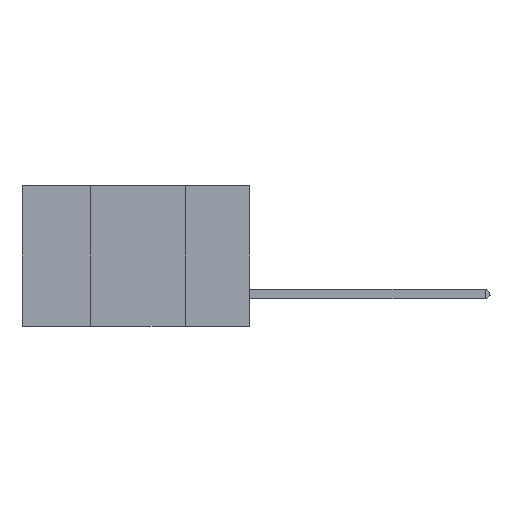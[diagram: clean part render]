
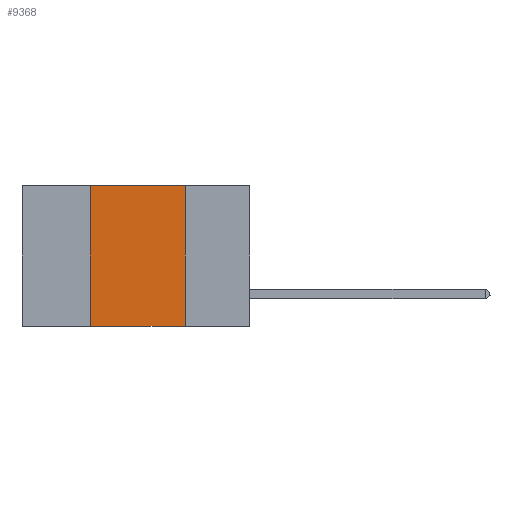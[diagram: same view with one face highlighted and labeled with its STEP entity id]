
A CAD part, left-side view. The second image highlights one B-rep face of the part: STEP entity #9368.
In plain terms, the highlighted planar face has unit normal (-1, 0, 0).
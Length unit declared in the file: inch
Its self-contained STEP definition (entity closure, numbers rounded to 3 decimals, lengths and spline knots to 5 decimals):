
#132 = FACE_OUTER_BOUND ( 'NONE', #6589, .T. ) ;
#177 = CARTESIAN_POINT ( 'NONE',  ( 0., 0.42, -0.37 ) ) ;
#262 = DIRECTION ( 'NONE',  ( 0., 0., 1. ) ) ;
#1500 = DIRECTION ( 'NONE',  ( 1., 0., 0. ) ) ;
#2634 = CARTESIAN_POINT ( 'NONE',  ( 0., 0.42, 0. ) ) ;
#2941 = LINE ( 'NONE', #11757, #5094 ) ;
#2956 = VERTEX_POINT ( 'NONE', #4391 ) ;
#3163 = VECTOR ( 'NONE', #6955, 39.37008 ) ;
#3265 = CARTESIAN_POINT ( 'NONE',  ( 0., 0.6, 0. ) ) ;
#4238 = CARTESIAN_POINT ( 'NONE',  ( 0., 0.17, 0. ) ) ;
#4391 = CARTESIAN_POINT ( 'NONE',  ( 0., 0.17, 0. ) ) ;
#4535 = VECTOR ( 'NONE', #11591, 39.37008 ) ;
#5004 = PLANE ( 'NONE',  #14356 ) ;
#5094 = VECTOR ( 'NONE', #9335, 39.37008 ) ;
#5228 = CARTESIAN_POINT ( 'NONE',  ( 0., 0.6, 0. ) ) ;
#5714 = LINE ( 'NONE', #4238, #4535 ) ;
#5990 = VERTEX_POINT ( 'NONE', #2634 ) ;
#6534 = DIRECTION ( 'NONE',  ( 0., 0., -1. ) ) ;
#6589 = EDGE_LOOP ( 'NONE', ( #16320, #13054, #7984, #16245 ) ) ;
#6635 = VERTEX_POINT ( 'NONE', #13422 ) ;
#6955 = DIRECTION ( 'NONE',  ( 0., -1., 0. ) ) ;
#7310 = EDGE_CURVE ( 'NONE', #9228, #6635, #2941, .T. ) ;
#7984 = ORIENTED_EDGE ( 'NONE', *, *, #9465, .F. ) ;
#9228 = VERTEX_POINT ( 'NONE', #177 ) ;
#9335 = DIRECTION ( 'NONE',  ( 0., -1., 0. ) ) ;
#9368 = ADVANCED_FACE ( 'NONE', ( #132 ), #5004, .F. ) ;
#9465 = EDGE_CURVE ( 'NONE', #9228, #5990, #14656, .T. ) ;
#10339 = CARTESIAN_POINT ( 'NONE',  ( 0., 0.42, 0. ) ) ;
#11410 = LINE ( 'NONE', #3265, #3163 ) ;
#11483 = VECTOR ( 'NONE', #262, 39.37008 ) ;
#11591 = DIRECTION ( 'NONE',  ( 0., 0., -1. ) ) ;
#11757 = CARTESIAN_POINT ( 'NONE',  ( 0., 0.6, -0.37 ) ) ;
#12032 = EDGE_CURVE ( 'NONE', #5990, #2956, #11410, .T. ) ;
#13054 = ORIENTED_EDGE ( 'NONE', *, *, #12032, .F. ) ;
#13422 = CARTESIAN_POINT ( 'NONE',  ( 0., 0.17, -0.37 ) ) ;
#14356 = AXIS2_PLACEMENT_3D ( 'NONE', #5228, #1500, #6534 ) ;
#14656 = LINE ( 'NONE', #10339, #11483 ) ;
#15083 = EDGE_CURVE ( 'NONE', #2956, #6635, #5714, .T. ) ;
#16245 = ORIENTED_EDGE ( 'NONE', *, *, #7310, .T. ) ;
#16320 = ORIENTED_EDGE ( 'NONE', *, *, #15083, .F. ) ;
